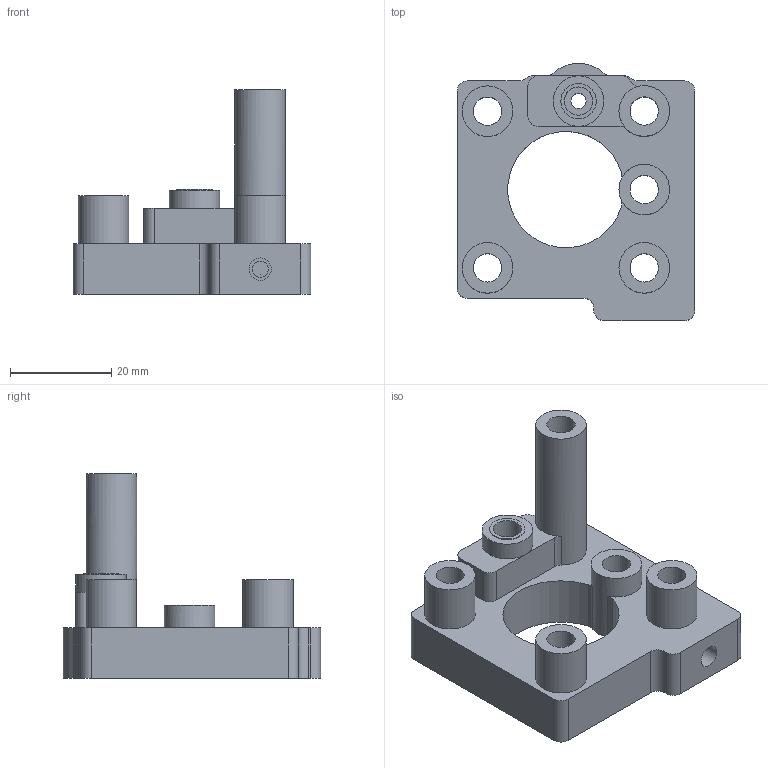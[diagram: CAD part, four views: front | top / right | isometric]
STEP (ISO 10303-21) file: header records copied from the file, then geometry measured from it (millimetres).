
FILE_DESCRIPTION(/* description */ (''),/* implementation_level */ '2;1');
FILE_NAME(/* name */ 'Bottom Right v6.step',/* time_stamp */ '2024-09-20T21:12:38+03:00',/* author */ (''),/* organization */ (''),/* preprocessor_version */ 'ST-DEVELOPER v20',/* originating_system */ 'Autodesk Translation Framework v13.14.0.145',/* authorisation */ '');
FILE_SCHEMA (('AUTOMOTIVE_DESIGN { 1 0 10303 214 3 1 1 }'));
Length unit declared in the file: millimetre
Products named in the file (1): Bottom Right
Bounding box: 47 x 50.87 x 40.5 mm (x, y, z)
Volume: 20304.2 mm3; surface area: 10640 mm2
Topology: 1 solids, 1 shells, 71 faces, 173 edges, 115 vertices
Faces by surface type: cylinder 41, plane 30
Full cylindrical faces by diameter (mm): 3 x1, 3.2 x1, 4.4 x1, 5.6 x6, 7 x1, 8.4 x4, 10 x6
Entity records: 2189 total; most frequent: DIRECTION 406, CARTESIAN_POINT 360, ORIENTED_EDGE 346, EDGE_CURVE 173, AXIS2_PLACEMENT_3D 161, VERTEX_POINT 115, EDGE_LOOP 96, CIRCLE 89
